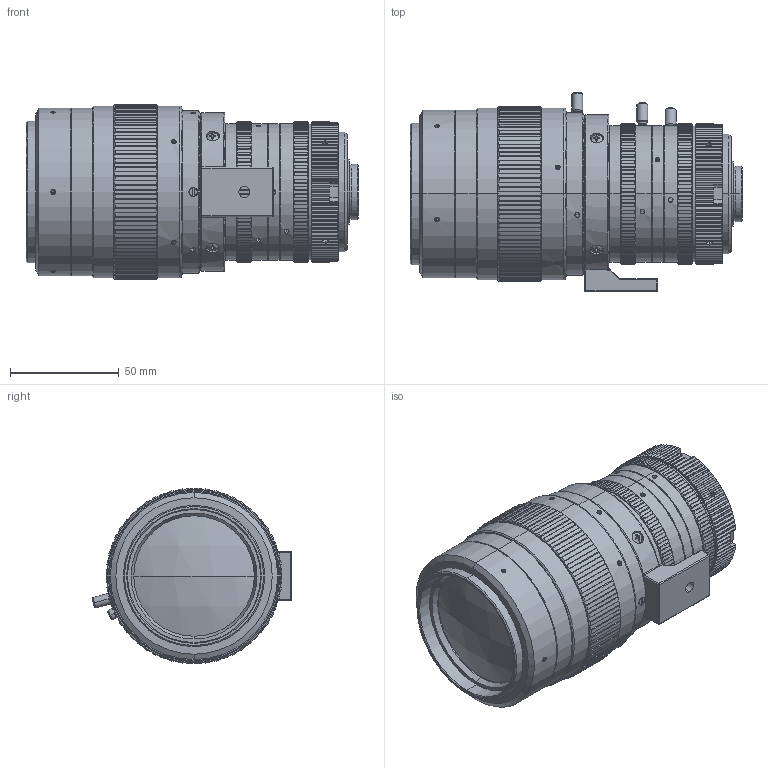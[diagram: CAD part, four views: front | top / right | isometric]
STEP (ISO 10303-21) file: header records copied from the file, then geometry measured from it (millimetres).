
FILE_DESCRIPTION (( 'STEP AP214' ), '1' );
FILE_NAME ('TEC-V7X_210610.STEP', '2021-06-10T09:09:04', ( '' ), ( '' ), 'SwSTEP 2.0', 'SolidWorks 2019', '' );
FILE_SCHEMA (( 'AUTOMOTIVE_DESIGN' ));
Length unit declared in the file: millimetre
Products named in the file (1): TEC-V7X_210610
Bounding box: 152.86 x 91.88 x 80.97 mm (x, y, z)
Volume: 578565.3 mm3; surface area: 56526.3 mm2
Topology: 1 solids, 25 shells, 2222 faces, 6035 edges, 3886 vertices
Faces by surface type: plane 1057, cylinder 642, cone 469, torus 26, sphere 18, bspline 10
Entity records: 76665 total; most frequent: CARTESIAN_POINT 23454, ORIENTED_EDGE 11962, DIRECTION 9919, EDGE_CURVE 5981, VERTEX_POINT 3886, AXIS2_PLACEMENT_3D 3824, EDGE_LOOP 2329, LINE 2271
